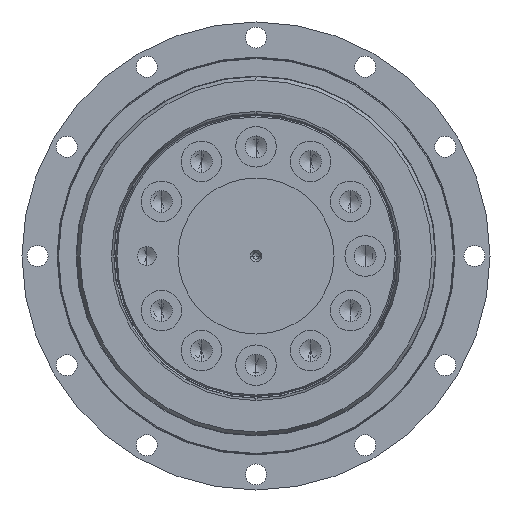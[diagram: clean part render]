
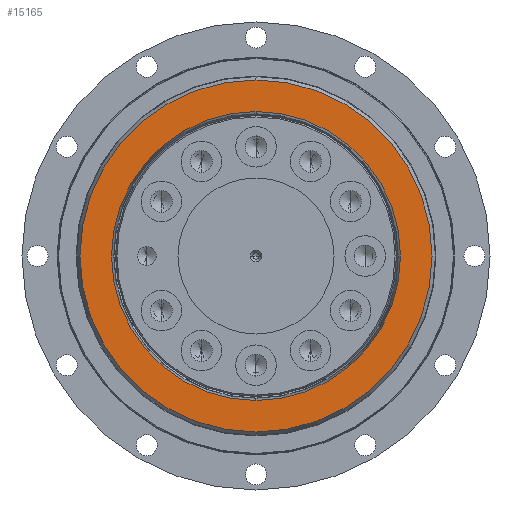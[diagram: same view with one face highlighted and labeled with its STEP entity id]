
A CAD part, left-side view. The second image highlights one B-rep face of the part: STEP entity #15165.
In plain terms, the highlighted planar face has unit normal (-1, 0, 0).
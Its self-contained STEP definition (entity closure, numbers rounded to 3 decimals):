
#371 = AXIS2_PLACEMENT_3D ( 'NONE', #3660, #22585, #14871 ) ;
#898 = CIRCLE ( 'NONE', #21141, 92.603 ) ;
#1167 = DIRECTION ( 'NONE',  ( -1., 0., 0. ) ) ;
#1263 = ORIENTED_EDGE ( 'NONE', *, *, #20534, .F. ) ;
#2038 = EDGE_LOOP ( 'NONE', ( #2148, #23989 ) ) ;
#2148 = ORIENTED_EDGE ( 'NONE', *, *, #2560, .T. ) ;
#2560 = EDGE_CURVE ( 'NONE', #23498, #15030, #5131, .T. ) ;
#3660 = CARTESIAN_POINT ( 'NONE',  ( -122., 0., 0. ) ) ;
#4678 = CARTESIAN_POINT ( 'NONE',  ( -122., 0., -112.835 ) ) ;
#5131 = CIRCLE ( 'NONE', #371, 112.835 ) ;
#5420 = FACE_BOUND ( 'NONE', #24063, .T. ) ;
#5531 = DIRECTION ( 'NONE',  ( -1., 0., 0. ) ) ;
#6138 = AXIS2_PLACEMENT_3D ( 'NONE', #20498, #5531, #18498 ) ;
#6299 = AXIS2_PLACEMENT_3D ( 'NONE', #16566, #1167, #14830 ) ;
#6664 = CIRCLE ( 'NONE', #6299, 92.603 ) ;
#7705 = EDGE_CURVE ( 'NONE', #8950, #15934, #6664, .T. ) ;
#8545 = DIRECTION ( 'NONE',  ( 0., 0., -1. ) ) ;
#8907 = ORIENTED_EDGE ( 'NONE', *, *, #7705, .F. ) ;
#8950 = VERTEX_POINT ( 'NONE', #15405 ) ;
#10031 = DIRECTION ( 'NONE',  ( -1., 0., 0. ) ) ;
#11167 = DIRECTION ( 'NONE',  ( 0., 0., -1. ) ) ;
#12885 = PLANE ( 'NONE',  #6138 ) ;
#13163 = DIRECTION ( 'NONE',  ( -1., 0., 0. ) ) ;
#13402 = CARTESIAN_POINT ( 'NONE',  ( -122., 0., 0. ) ) ;
#13658 = CARTESIAN_POINT ( 'NONE',  ( -122., 0., 0. ) ) ;
#14830 = DIRECTION ( 'NONE',  ( 0., 0., -1. ) ) ;
#14871 = DIRECTION ( 'NONE',  ( 0., 0., -1. ) ) ;
#15030 = VERTEX_POINT ( 'NONE', #4678 ) ;
#15165 = ADVANCED_FACE ( 'NONE', ( #24578, #5420 ), #12885, .T. ) ;
#15405 = CARTESIAN_POINT ( 'NONE',  ( -122., 0., 92.603 ) ) ;
#15934 = VERTEX_POINT ( 'NONE', #16523 ) ;
#16523 = CARTESIAN_POINT ( 'NONE',  ( -122., 0., -92.603 ) ) ;
#16566 = CARTESIAN_POINT ( 'NONE',  ( -122., 0., 0. ) ) ;
#18342 = AXIS2_PLACEMENT_3D ( 'NONE', #13402, #13163, #11167 ) ;
#18498 = DIRECTION ( 'NONE',  ( 0., 0., 1. ) ) ;
#19356 = CARTESIAN_POINT ( 'NONE',  ( -122., 0., 112.835 ) ) ;
#20428 = EDGE_CURVE ( 'NONE', #15030, #23498, #24309, .T. ) ;
#20498 = CARTESIAN_POINT ( 'NONE',  ( -122., -112.835, 0. ) ) ;
#20534 = EDGE_CURVE ( 'NONE', #15934, #8950, #898, .T. ) ;
#21141 = AXIS2_PLACEMENT_3D ( 'NONE', #13658, #10031, #8545 ) ;
#22585 = DIRECTION ( 'NONE',  ( -1., 0., 0. ) ) ;
#23498 = VERTEX_POINT ( 'NONE', #19356 ) ;
#23989 = ORIENTED_EDGE ( 'NONE', *, *, #20428, .T. ) ;
#24063 = EDGE_LOOP ( 'NONE', ( #1263, #8907 ) ) ;
#24309 = CIRCLE ( 'NONE', #18342, 112.835 ) ;
#24578 = FACE_OUTER_BOUND ( 'NONE', #2038, .T. ) ;
